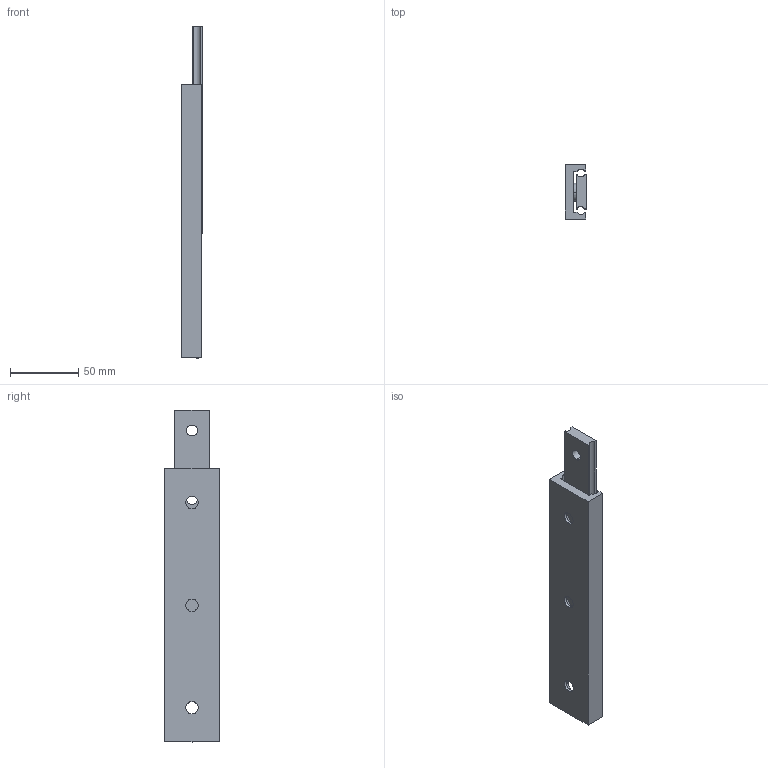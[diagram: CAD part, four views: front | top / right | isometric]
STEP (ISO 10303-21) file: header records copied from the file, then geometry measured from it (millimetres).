
FILE_DESCRIPTION (( 'STEP AP214' ), '1' );
FILE_NAME ('ows40-200.STEP', '2021-12-10T08:32:58', ( '' ), ( '' ), 'SwSTEP 2.0', 'SolidWorks 2020', '' );
FILE_SCHEMA (( 'AUTOMOTIVE_DESIGN' ));
Length unit declared in the file: millimetre
Products named in the file (3): ows40-200; masko40_200; zensko40_200
Assembly tree (2 placements, depth 2):
  ows40-200
    masko40_200
    zensko40_200
Bounding box: 16 x 40 x 242.73 mm (x, y, z)
Volume: 89487.2 mm3; surface area: 38256.5 mm2
Topology: 2 solids, 2 shells, 60 faces, 149 edges, 94 vertices
Faces by surface type: plane 28, cylinder 18, cone 12, torus 2
Entity records: 1911 total; most frequent: DIRECTION 331, CARTESIAN_POINT 308, ORIENTED_EDGE 298, EDGE_CURVE 149, AXIS2_PLACEMENT_3D 117, LINE 97, VECTOR 97, VERTEX_POINT 94
